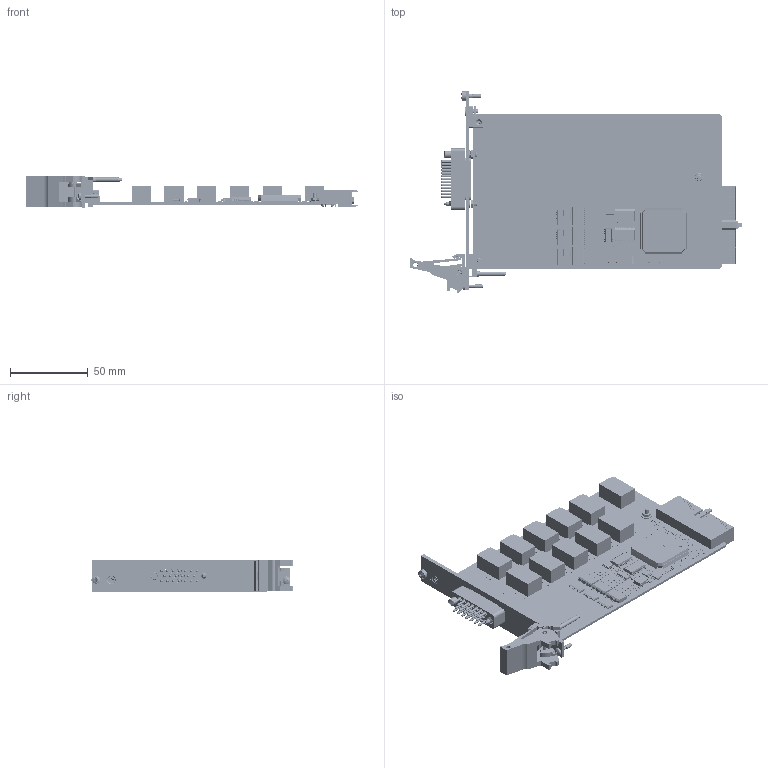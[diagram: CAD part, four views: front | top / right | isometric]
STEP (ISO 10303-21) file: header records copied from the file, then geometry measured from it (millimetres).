
FILE_DESCRIPTION (( 'STEP AP214' ), '1' );
FILE_NAME ('40-660-001 PXI 10CH Power MUX 1 Pole.STEP', '2013-09-04T13:44:37', ( 'admin' ), ( '' ), 'SwSTEP 2.0', 'SolidWorks 2012', '' );
FILE_SCHEMA (( 'AUTOMOTIVE_DESIGN' ));
Length unit declared in the file: millimetre
Products named in the file (1): 40-660-001 PXI 10CH Power MUX 1 Pole
Bounding box: 213.93 x 129.67 x 20 mm (x, y, z)
Surface area: 100917.4 mm2 (no closed solid volume)
Topology: 0 solids, 521 shells, 3629 faces, 16184 edges, 12508 vertices
Faces by surface type: plane 2719, cylinder 773, cone 55, torus 46, bspline 32, sphere 4
Full cylindrical faces by diameter (mm): 0.406 x84, 0.6 x110, 0.7 x38, 0.9 x33, 1 x32, 1.496 x2, 1.5 x20, 1.55 x20, 2 x6, 2.05 x1, 2.497 x1, 2.5 x4, 2.6 x3, 2.7 x1, 2.8 x1, 2.951 x1, 3 x3, 3.15 x16, 3.2 x21, 3.665 x1, 3.75 x1, 4.35 x1, 4.7 x3, 4.75 x1, 5 x5, 5.2 x2, 5.3 x1, 5.9 x1, 6 x1, 6.8 x1
Entity records: 209037 total; most frequent: CARTESIAN_POINT 40646, DIRECTION 25908, ORIENTED_EDGE 20868, EDGE_CURVE 15522, VERTEX_POINT 12359, LINE 11304, VECTOR 11304, AXIS2_PLACEMENT_3D 7302
